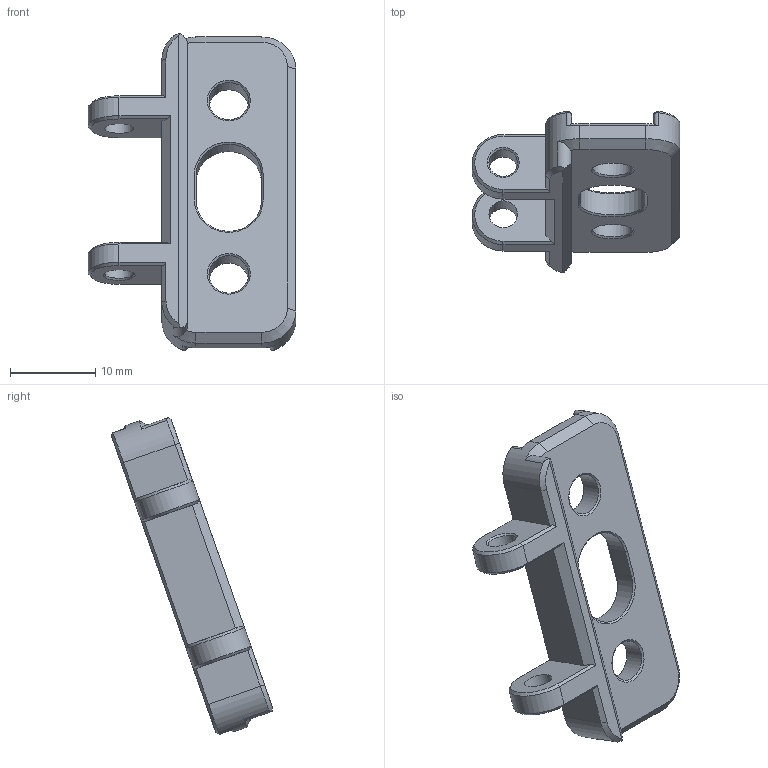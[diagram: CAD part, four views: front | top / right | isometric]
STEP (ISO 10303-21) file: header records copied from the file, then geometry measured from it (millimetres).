
FILE_DESCRIPTION(/* description */ (''),/* implementation_level */ '2;1');
FILE_NAME(/* name */ 'Pivot Lampe Streamlight (anodisation 0.07mm).step',/* time_stamp */ '2023-06-06T15:38:05+02:00',/* author */ (''),/* organization */ (''),/* preprocessor_version */ 'ST-DEVELOPER v19.2',/* originating_system */ 'Autodesk Translation Framework v12.6.0.85',/* authorisation */ '');
FILE_SCHEMA (('AUTOMOTIVE_DESIGN { 1 0 10303 214 3 1 1 }'));
Length unit declared in the file: millimetre
Products named in the file (3): accessoires sur rail v5; v5 sur rotule; Lampes Streamlight
Assembly tree (2 placements, depth 3):
  accessoires sur rail v5
    v5 sur rotule
      Lampes Streamlight
Bounding box: 24.31 x 18.87 x 37.08 mm (x, y, z)
Volume: 2266.6 mm3; surface area: 2087.9 mm2
Topology: 1 solids, 1 shells, 97 faces, 235 edges, 140 vertices
Faces by surface type: plane 47, cone 32, cylinder 18
Full cylindrical faces by diameter (mm): 3.34 x2, 4.64 x2
Entity records: 2966 total; most frequent: CARTESIAN_POINT 561, DIRECTION 503, ORIENTED_EDGE 470, EDGE_CURVE 235, AXIS2_PLACEMENT_3D 176, LINE 151, VECTOR 151, VERTEX_POINT 140
